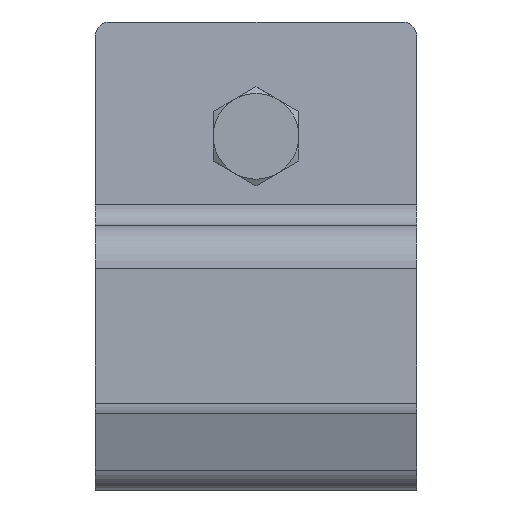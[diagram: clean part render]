
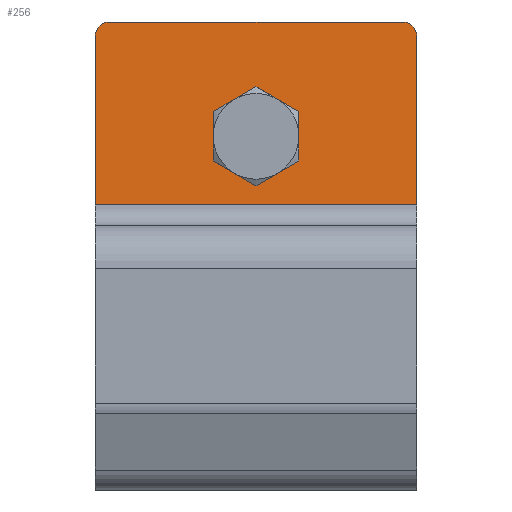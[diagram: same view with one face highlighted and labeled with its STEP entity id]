
A CAD part, front view. The second image highlights one B-rep face of the part: STEP entity #256.
In plain terms, the highlighted face is planar.
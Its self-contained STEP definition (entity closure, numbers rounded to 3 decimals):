
#256=ADVANCED_FACE('',(#511,#512),#513,.F.);
#511=FACE_OUTER_BOUND('',#823,.T.);
#512=FACE_BOUND('',#824,.T.);
#513=PLANE('',#825);
#823=EDGE_LOOP('',(#1171,#1172,#1173,#1174,#1175,#1176));
#824=EDGE_LOOP('',(#1177));
#825=AXIS2_PLACEMENT_3D('',#1178,#1179,#1180);
#1171=ORIENTED_EDGE('',*,*,#1953,.T.);
#1172=ORIENTED_EDGE('',*,*,#1954,.T.);
#1173=ORIENTED_EDGE('',*,*,#1955,.T.);
#1174=ORIENTED_EDGE('',*,*,#1956,.F.);
#1175=ORIENTED_EDGE('',*,*,#1957,.F.);
#1176=ORIENTED_EDGE('',*,*,#1958,.T.);
#1177=ORIENTED_EDGE('',*,*,#1938,.T.);
#1178=CARTESIAN_POINT('',(-300.397,581.58,44.654));
#1179=DIRECTION('',(0.999,-0.035,0.));
#1180=DIRECTION('',(0.,0.,-1.));
#1938=EDGE_CURVE('',#2278,#2278,#2279,.T.);
#1953=EDGE_CURVE('',#2305,#2306,#2307,.T.);
#1954=EDGE_CURVE('',#2306,#2308,#2309,.T.);
#1955=EDGE_CURVE('',#2308,#2310,#2311,.T.);
#1956=EDGE_CURVE('',#2312,#2310,#2313,.T.);
#1957=EDGE_CURVE('',#2314,#2312,#2315,.T.);
#1958=EDGE_CURVE('',#2314,#2305,#2316,.T.);
#2278=VERTEX_POINT('',#2758);
#2279=CIRCLE('',#2759,8.5);
#2305=VERTEX_POINT('',#2841);
#2306=VERTEX_POINT('',#2842);
#2307=LINE('',#2843,#2844);
#2308=VERTEX_POINT('',#2845);
#2309=CIRCLE('',#2846,4.);
#2310=VERTEX_POINT('',#2847);
#2311=LINE('',#2848,#2849);
#2312=VERTEX_POINT('',#2850);
#2313=LINE('',#2851,#2852);
#2314=VERTEX_POINT('',#2853);
#2315=LINE('',#2854,#2855);
#2316=CIRCLE('',#2856,4.);
#2758=CARTESIAN_POINT('',(-299.425,609.403,-0.346));
#2759=AXIS2_PLACEMENT_3D('',#3497,#3498,#3499);
#2841=CARTESIAN_POINT('',(-298.609,632.789,40.654));
#2842=CARTESIAN_POINT('',(-298.609,632.789,-41.346));
#2843=CARTESIAN_POINT('',(-298.609,632.789,44.654));
#2844=VECTOR('',#3511,1.);
#2845=CARTESIAN_POINT('',(-298.748,628.792,-45.346));
#2846=AXIS2_PLACEMENT_3D('',#3512,#3513,#3514);
#2847=CARTESIAN_POINT('',(-300.397,581.58,-45.346));
#2848=CARTESIAN_POINT('',(-300.397,581.58,-45.346));
#2849=VECTOR('',#3515,1.);
#2850=CARTESIAN_POINT('',(-300.397,581.58,44.654));
#2851=CARTESIAN_POINT('',(-300.397,581.58,44.654));
#2852=VECTOR('',#3516,1.);
#2853=CARTESIAN_POINT('',(-298.748,628.792,44.654));
#2854=CARTESIAN_POINT('',(-300.397,581.58,44.654));
#2855=VECTOR('',#3517,1.);
#2856=AXIS2_PLACEMENT_3D('',#3518,#3519,#3520);
#3497=CARTESIAN_POINT('',(-299.722,600.909,-0.346));
#3498=DIRECTION('',(0.999,-0.035,0.));
#3499=DIRECTION('',(0.035,0.999,0.));
#3511=DIRECTION('',(0.,0.,-1.));
#3512=CARTESIAN_POINT('',(-298.748,628.792,-41.346));
#3513=DIRECTION('',(-0.999,0.035,0.));
#3514=DIRECTION('',(0.035,0.999,0.));
#3515=DIRECTION('',(-0.035,-0.999,0.));
#3516=DIRECTION('',(0.,0.,-1.));
#3517=DIRECTION('',(-0.035,-0.999,0.));
#3518=CARTESIAN_POINT('',(-298.748,628.792,40.654));
#3519=DIRECTION('',(-0.999,0.035,0.));
#3520=DIRECTION('',(0.035,0.999,0.));
